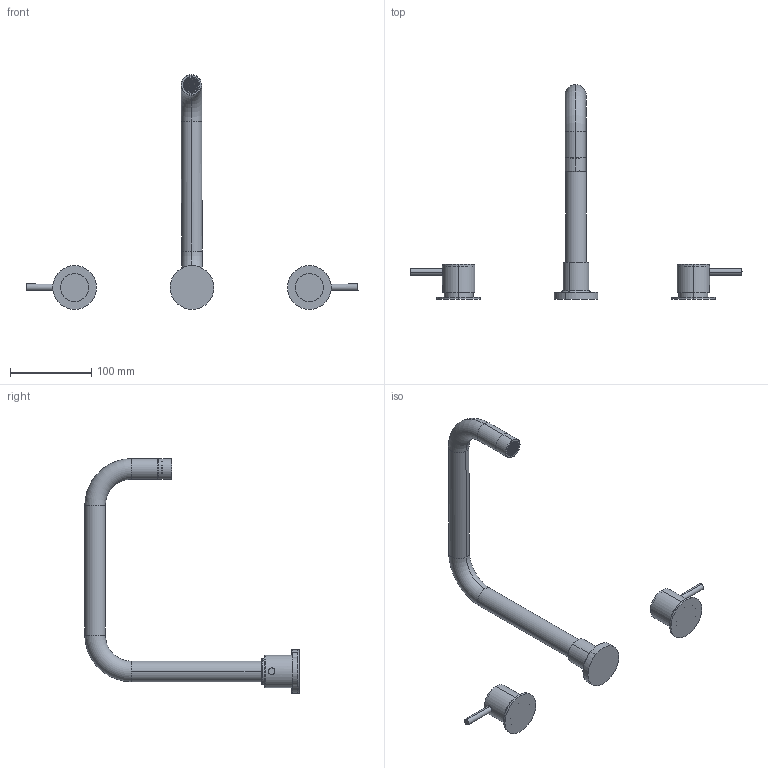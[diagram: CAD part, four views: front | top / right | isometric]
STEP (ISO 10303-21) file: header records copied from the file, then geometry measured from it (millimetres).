
FILE_DESCRIPTION (( 'STEP AP214' ), '1' );
FILE_NAME ('SUSSEX_SCALA_SHSSQ_hob_spa_set_square_shell.STEP', '2021-06-24T06:58:23', ( '' ), ( '' ), 'SwSTEP 2.0', 'SolidWorks 2020', '' );
FILE_SCHEMA (( 'AUTOMOTIVE_DESIGN' ));
Length unit declared in the file: millimetre
Products named in the file (1): SUSSEX_SCALA_SHSSQ_hob_spa_set_square_shell
Bounding box: 409.65 x 264.6 x 289.7 mm (x, y, z)
Volume: 115466.4 mm3; surface area: 128489.6 mm2
Topology: 13 solids, 13 shells, 474 faces, 1451 edges, 834 vertices
Faces by surface type: cylinder 295, plane 87, bspline 57, torus 20, cone 15
Entity records: 26322 total; most frequent: CARTESIAN_POINT 10528, ORIENTED_EDGE 2902, DIRECTION 1883, EDGE_CURVE 1451, VERTEX_POINT 834, VECTOR 669, LINE 669, AXIS2_PLACEMENT_3D 607
